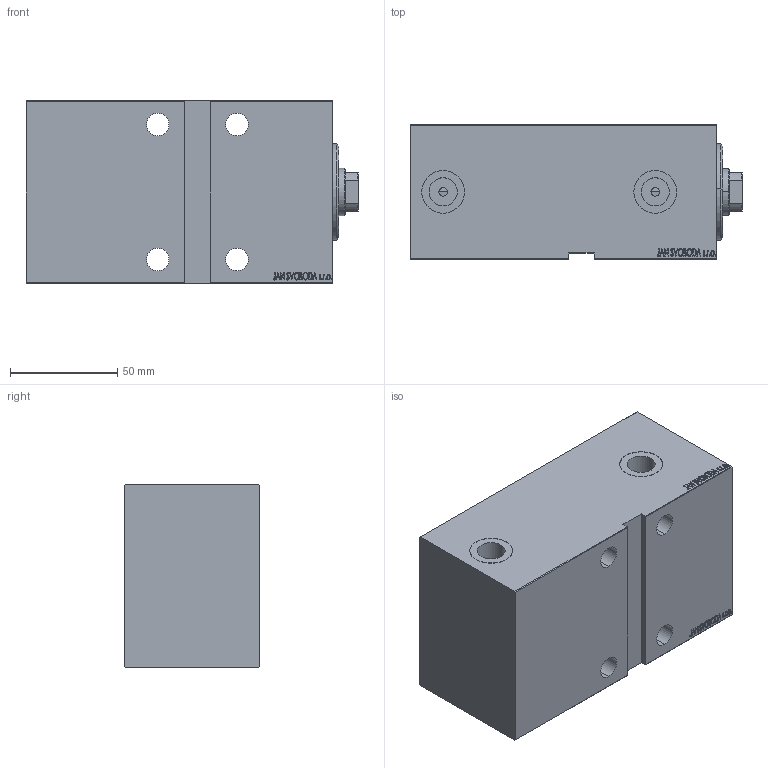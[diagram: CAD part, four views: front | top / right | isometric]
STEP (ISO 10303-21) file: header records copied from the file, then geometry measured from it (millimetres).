
FILE_DESCRIPTION (( 'STEP AP203' ), '1' );
FILE_NAME ('68f0.STEP', '2024-02-12T13:39:55', ( '' ), ( '' ), 'SwSTEP 2.0', 'SolidWorks 2019', '' );
FILE_SCHEMA (( 'CONFIG_CONTROL_DESIGN' ));
Length unit declared in the file: millimetre
Products named in the file (5): Zatka_OIL_PORT 72ab57bff8c2c57397e70c83749d7eea; V450CM_G_Body 72ab57bff8c2c57397e70c83749d7eea; V450CM_VC_G 72ab57bff8c2c57397e70c83749d7eea; 68f0; V450CM_G_VCP 72ab57bff8c2c57397e70c83749d7eea
Assembly tree (5 placements, depth 2):
  68f0
    V450CM_G_Body 72ab57bff8c2c57397e70c83749d7eea
    V450CM_G_VCP 72ab57bff8c2c57397e70c83749d7eea
    V450CM_VC_G 72ab57bff8c2c57397e70c83749d7eea
    Zatka_OIL_PORT 72ab57bff8c2c57397e70c83749d7eea  x2
Bounding box: 155 x 63 x 85 mm (x, y, z)
Volume: 659854.4 mm3; surface area: 103751.5 mm2
Topology: 5 solids, 5 shells, 897 faces, 2290 edges, 1513 vertices
Faces by surface type: plane 441, bspline 380, cylinder 58, cone 18
Entity records: 43973 total; most frequent: CARTESIAN_POINT 24591, ORIENTED_EDGE 4496, DIRECTION 2614, EDGE_CURVE 2248, VERTEX_POINT 1489, LINE 1350, VECTOR 1350, EDGE_LOOP 1003
